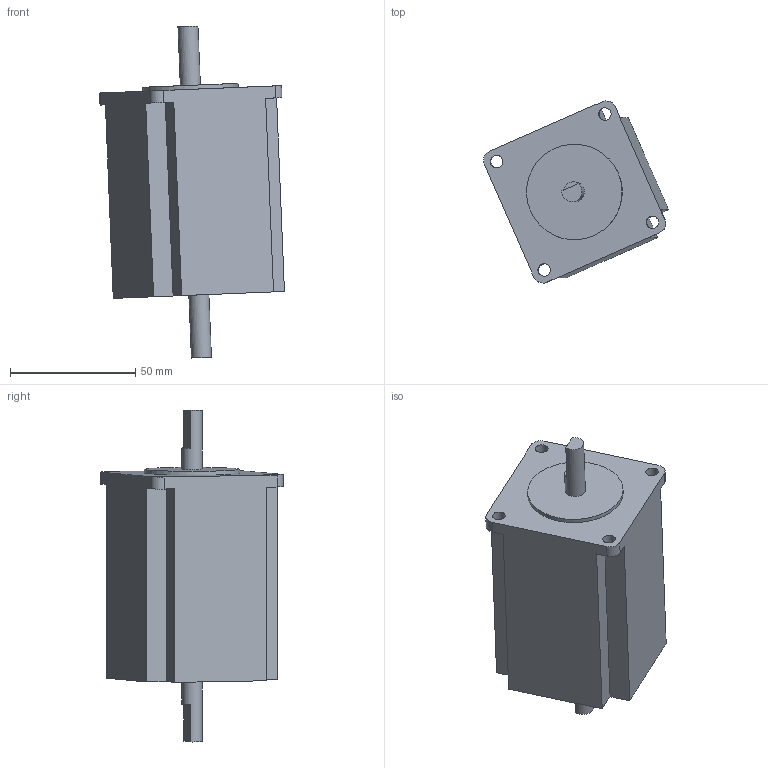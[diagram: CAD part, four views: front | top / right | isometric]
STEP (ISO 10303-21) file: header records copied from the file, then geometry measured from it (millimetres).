
FILE_DESCRIPTION(/* description */ (''),/* implementation_level */ '2;1');
FILE_NAME(/* name */ 'silnik1_ipt_79505f52.STEP',/* time_stamp */ '2022-06-05T10:40:33+02:00',/* author */ ('pc'),/* organization */ (''),/* preprocessor_version */ 'ST-DEVELOPER v18.1',/* originating_system */ 'Autodesk Inventor 2021',/* authorisation */ '');
FILE_SCHEMA (('AUTOMOTIVE_DESIGN { 1 0 10303 214 3 1 1 }'));
Length unit declared in the file: inch
Products named in the file (1): silnik1
Bounding box: 73.68 x 72.55 x 132.32 mm (x, y, z)
Volume: 247631.5 mm3; surface area: 26645 mm2
Topology: 1 solids, 1 shells, 36 faces, 105 edges, 74 vertices
Faces by surface type: plane 25, cylinder 11
Full cylindrical faces by diameter (mm): 5 x4, 8 x2, 38.1 x1
Entity records: 1318 total; most frequent: DIRECTION 217, CARTESIAN_POINT 216, ORIENTED_EDGE 210, EDGE_CURVE 105, AXIS2_PLACEMENT_3D 75, VERTEX_POINT 74, LINE 67, VECTOR 67
